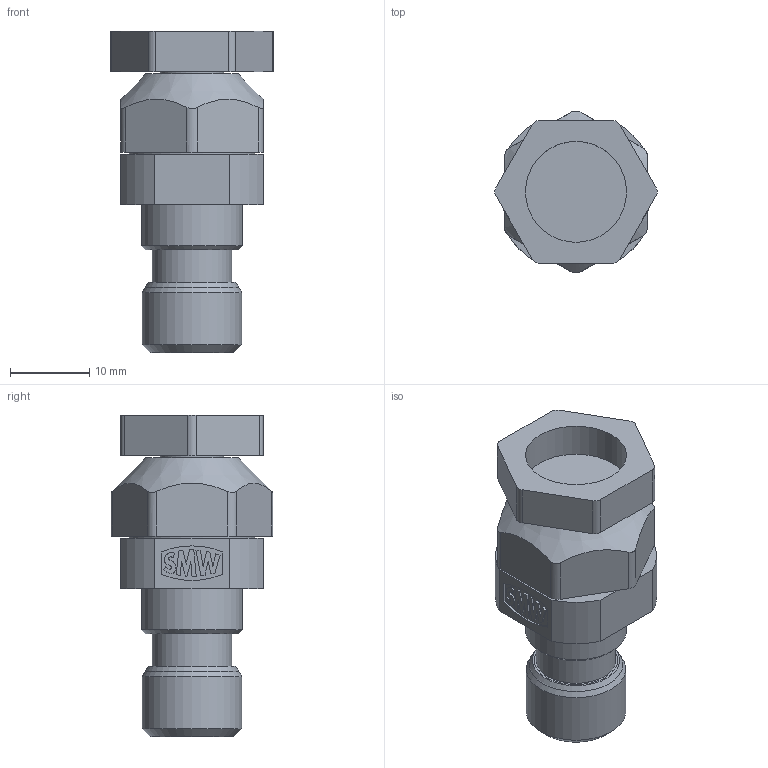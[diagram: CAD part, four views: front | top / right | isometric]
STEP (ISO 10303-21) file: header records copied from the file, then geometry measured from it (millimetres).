
FILE_DESCRIPTION(/* description */ (''),/* implementation_level */ '2;1');
FILE_NAME(/* name */ 'Gen3 PlugJack Share Model.step',/* time_stamp */ '2026-03-03T12:52:11-05:00',/* author */ (''),/* organization */ (''),/* preprocessor_version */ 'ST-DEVELOPER v20.1',/* originating_system */ 'Autodesk Translation Framework v14.24.0.0',/* authorisation */ '');
FILE_SCHEMA (('AUTOMOTIVE_DESIGN { 1 0 10303 214 3 1 1 }'));
Length unit declared in the file: inch
Products named in the file (6): Gen3 PlugJack Share Model; 1/2" PlugJack Base; M12 PlugJack Base; 1/4" PlugJack Base; M6 PlugJack Base; PlugJack Jack Screw
Assembly tree (5 placements, depth 2):
  Gen3 PlugJack Share Model
    1/2" PlugJack Base
    M12 PlugJack Base
    1/4" PlugJack Base
    M6 PlugJack Base
    PlugJack Jack Screw
Bounding box: 20.47 x 20.39 x 40.51 mm (x, y, z)
Surface area: 11216.3 mm2
Topology: 5 solids, 5 shells, 384 faces, 1003 edges, 663 vertices
Faces by surface type: plane 190, bspline 100, cylinder 71, cone 22, torus 1
Full cylindrical faces by diameter (mm): 4.848 x1, 4.953 x1, 5.884 x1, 6.248 x1, 8 x1, 8.779 x4, 9.8 x1, 9.866 x1, 10.033 x1, 11.834 x1, 12 x1, 12.563 x1, 12.7 x1, 12.725 x1, 15.85 x4
Entity records: 13729 total; most frequent: CARTESIAN_POINT 4793, ORIENTED_EDGE 1998, DIRECTION 1477, EDGE_CURVE 999, VERTEX_POINT 663, LINE 607, VECTOR 607, AXIS2_PLACEMENT_3D 435
